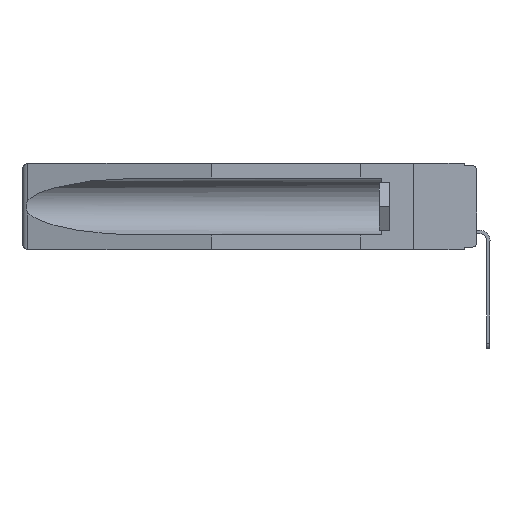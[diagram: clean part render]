
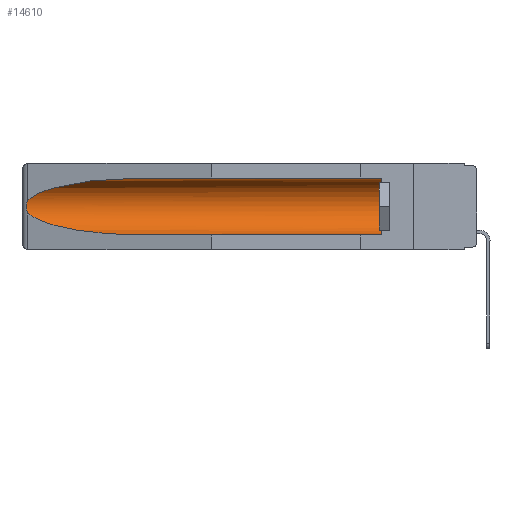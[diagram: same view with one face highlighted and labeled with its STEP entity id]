
A CAD part, left-side view. The second image highlights one B-rep face of the part: STEP entity #14610.
In plain terms, the highlighted cylindrical face has radius 2.857 mm (diameter 5.715 mm), a partial arc.
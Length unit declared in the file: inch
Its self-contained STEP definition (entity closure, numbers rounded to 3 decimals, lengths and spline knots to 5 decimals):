
#347 = AXIS2_PLACEMENT_3D ( 'NONE', #10315, #6400, #20840 ) ;
#574 = CARTESIAN_POINT ( 'NONE',  ( 0.155, 1.07973, -0.059 ) ) ;
#695 = EDGE_LOOP ( 'NONE', ( #4488, #7111, #19486, #22069, #25630, #12280 ) ) ;
#1017 = CYLINDRICAL_SURFACE ( 'NONE', #5578, 0.1125 ) ;
#2450 = CARTESIAN_POINT ( 'NONE',  ( 0.2675, 1.53308, -0.17534 ) ) ;
#3019 = CARTESIAN_POINT ( 'NONE',  ( 0.155, -0.30754, -0.059 ) ) ;
#3789 = B_SPLINE_CURVE_WITH_KNOTS ( 'NONE', 3,
 ( #19149, #22949, #18960, #23216, #6603, #2450, #21043, #23125, #14885, #10689 ),
 .UNSPECIFIED., .F., .F.,
 ( 4, 2, 2, 2, 4 ),
 ( 0., 0.00029, 0.00058, 0.00087, 0.00117 ),
 .UNSPECIFIED. ) ;
#4488 = ORIENTED_EDGE ( 'NONE', *, *, #22189, .T. ) ;
#4545 = CARTESIAN_POINT ( 'NONE',  ( 0.155, 1.07973, -0.284 ) ) ;
#4936 =( BOUNDED_CURVE ( )  B_SPLINE_CURVE ( 3, ( #15072, #13022, #6697, #4545 ),
 .UNSPECIFIED., .F., .F. ) 
 B_SPLINE_CURVE_WITH_KNOTS ( ( 4, 4 ),
 ( 0.1948, 1.5708 ),
 .UNSPECIFIED. ) 
 CURVE ( )  GEOMETRIC_REPRESENTATION_ITEM ( )  RATIONAL_B_SPLINE_CURVE ( ( 1., 0.848, 0.848, 1. ) ) 
 REPRESENTATION_ITEM ( '' )  );
#5044 = DIRECTION ( 'NONE',  ( 0., 1., 0. ) ) ;
#5230 = CARTESIAN_POINT ( 'NONE',  ( 0.155, -0.30754, -0.1715 ) ) ;
#5578 = AXIS2_PLACEMENT_3D ( 'NONE', #5230, #5044, #11284 ) ;
#6400 = DIRECTION ( 'NONE',  ( 0., -1., 0. ) ) ;
#6563 = EDGE_CURVE ( 'NONE', #12448, #7261, #9287, .T. ) ;
#6603 = CARTESIAN_POINT ( 'NONE',  ( 0.2675, 1.53308, -0.16763 ) ) ;
#6697 = CARTESIAN_POINT ( 'NONE',  ( 0.21114, 1.30732, -0.284 ) ) ;
#7111 = ORIENTED_EDGE ( 'NONE', *, *, #26291, .T. ) ;
#7261 = VERTEX_POINT ( 'NONE', #574 ) ;
#7658 = CARTESIAN_POINT ( 'NONE',  ( 0.155, 0.126, -0.284 ) ) ;
#7852 = VERTEX_POINT ( 'NONE', #7658 ) ;
#8341 = CARTESIAN_POINT ( 'NONE',  ( 0.155, -0.30754, -0.284 ) ) ;
#8422 = LINE ( 'NONE', #8341, #24293 ) ;
#9287 = LINE ( 'NONE', #3019, #21205 ) ;
#9703 = CIRCLE ( 'NONE', #347, 0.1125 ) ;
#10159 = EDGE_CURVE ( 'NONE', #7852, #12448, #9703, .T. ) ;
#10315 = CARTESIAN_POINT ( 'NONE',  ( 0.155, 0.126, -0.1715 ) ) ;
#10689 = CARTESIAN_POINT ( 'NONE',  ( 0.26537, 1.52718, -0.19328 ) ) ;
#11284 = DIRECTION ( 'NONE',  ( 0., 0., 1. ) ) ;
#11390 = CARTESIAN_POINT ( 'NONE',  ( 0.26537, 1.52718, -0.14972 ) ) ;
#12068 = EDGE_CURVE ( 'NONE', #14379, #23723, #4936, .T. ) ;
#12280 = ORIENTED_EDGE ( 'NONE', *, *, #6563, .T. ) ;
#12413 = DIRECTION ( 'NONE',  ( 0., 1., 0. ) ) ;
#12448 = VERTEX_POINT ( 'NONE', #18855 ) ;
#13022 = CARTESIAN_POINT ( 'NONE',  ( 0.25451, 1.48313, -0.24835 ) ) ;
#14379 = VERTEX_POINT ( 'NONE', #21282 ) ;
#14610 = ADVANCED_FACE ( 'NONE', ( #24344 ), #1017, .F. ) ;
#14885 = CARTESIAN_POINT ( 'NONE',  ( 0.26597, 1.5296, -0.19026 ) ) ;
#15072 = CARTESIAN_POINT ( 'NONE',  ( 0.26537, 1.52718, -0.19328 ) ) ;
#15413 = CARTESIAN_POINT ( 'NONE',  ( 0.155, 1.07973, -0.059 ) ) ;
#18064 = VERTEX_POINT ( 'NONE', #25677 ) ;
#18855 = CARTESIAN_POINT ( 'NONE',  ( 0.155, 0.126, -0.059 ) ) ;
#18960 = CARTESIAN_POINT ( 'NONE',  ( 0.26654, 1.53092, -0.15636 ) ) ;
#19149 = CARTESIAN_POINT ( 'NONE',  ( 0.26537, 1.52718, -0.14972 ) ) ;
#19476 = CARTESIAN_POINT ( 'NONE',  ( 0.25451, 1.48313, -0.09465 ) ) ;
#19486 = ORIENTED_EDGE ( 'NONE', *, *, #12068, .T. ) ;
#20174 =( BOUNDED_CURVE ( )  B_SPLINE_CURVE ( 3, ( #15413, #23745, #19476, #11390 ),
 .UNSPECIFIED., .F., .F. ) 
 B_SPLINE_CURVE_WITH_KNOTS ( ( 4, 4 ),
 ( 4.71239, 6.08839 ),
 .UNSPECIFIED. ) 
 CURVE ( )  GEOMETRIC_REPRESENTATION_ITEM ( )  RATIONAL_B_SPLINE_CURVE ( ( 1., 0.848, 0.848, 1. ) ) 
 REPRESENTATION_ITEM ( '' )  );
#20840 = DIRECTION ( 'NONE',  ( 0., 0., 1. ) ) ;
#21043 = CARTESIAN_POINT ( 'NONE',  ( 0.2673, 1.53269, -0.17917 ) ) ;
#21205 = VECTOR ( 'NONE', #21243, 39.37008 ) ;
#21243 = DIRECTION ( 'NONE',  ( 0., 1., 0. ) ) ;
#21282 = CARTESIAN_POINT ( 'NONE',  ( 0.26537, 1.52718, -0.19328 ) ) ;
#21655 = CARTESIAN_POINT ( 'NONE',  ( 0.155, 1.07973, -0.284 ) ) ;
#22069 = ORIENTED_EDGE ( 'NONE', *, *, #24631, .F. ) ;
#22189 = EDGE_CURVE ( 'NONE', #7261, #18064, #20174, .T. ) ;
#22949 = CARTESIAN_POINT ( 'NONE',  ( 0.26597, 1.52961, -0.15275 ) ) ;
#23125 = CARTESIAN_POINT ( 'NONE',  ( 0.26655, 1.53094, -0.18657 ) ) ;
#23216 = CARTESIAN_POINT ( 'NONE',  ( 0.2673, 1.5327, -0.16383 ) ) ;
#23723 = VERTEX_POINT ( 'NONE', #21655 ) ;
#23745 = CARTESIAN_POINT ( 'NONE',  ( 0.21114, 1.30732, -0.059 ) ) ;
#24293 = VECTOR ( 'NONE', #12413, 39.37008 ) ;
#24344 = FACE_OUTER_BOUND ( 'NONE', #695, .T. ) ;
#24631 = EDGE_CURVE ( 'NONE', #7852, #23723, #8422, .T. ) ;
#25630 = ORIENTED_EDGE ( 'NONE', *, *, #10159, .T. ) ;
#25677 = CARTESIAN_POINT ( 'NONE',  ( 0.26537, 1.52718, -0.14972 ) ) ;
#26291 = EDGE_CURVE ( 'NONE', #18064, #14379, #3789, .T. ) ;
